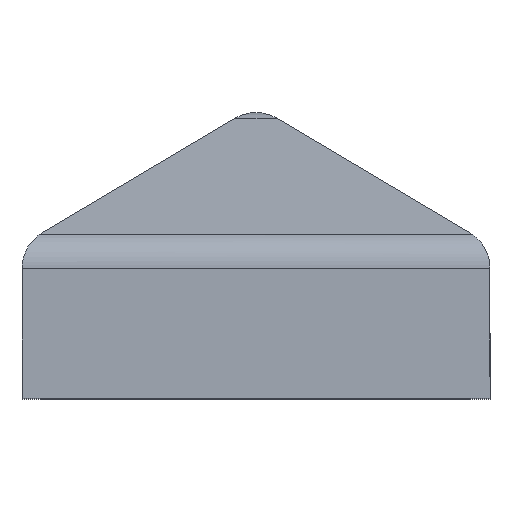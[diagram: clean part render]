
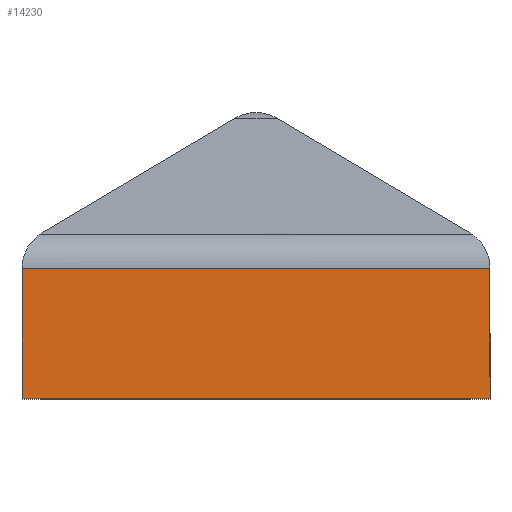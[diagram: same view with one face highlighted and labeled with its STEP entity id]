
A CAD part, top view. The second image highlights one B-rep face of the part: STEP entity #14230.
In plain terms, the highlighted planar face has unit normal (0, 0, 1).
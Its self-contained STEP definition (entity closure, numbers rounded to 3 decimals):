
#442 = CARTESIAN_POINT ( 'NONE',  ( 16.75, 0., 21.75 ) ) ;
#1154 = DIRECTION ( 'NONE',  ( 0., 0., 1. ) ) ;
#1392 = CARTESIAN_POINT ( 'NONE',  ( -13.75, 9.296, 21.75 ) ) ;
#3550 = ORIENTED_EDGE ( 'NONE', *, *, #11178, .T. ) ;
#3679 = CARTESIAN_POINT ( 'NONE',  ( 16.75, 9.296, 21.75 ) ) ;
#3874 = DIRECTION ( 'NONE',  ( 0., -1., 0. ) ) ;
#4200 = VERTEX_POINT ( 'NONE', #4577 ) ;
#4577 = CARTESIAN_POINT ( 'NONE',  ( 16.75, 9.296, 21.75 ) ) ;
#5139 = CARTESIAN_POINT ( 'NONE',  ( -26.75, 9.296, 21.75 ) ) ;
#5387 = PLANE ( 'NONE',  #8734 ) ;
#6512 = ORIENTED_EDGE ( 'NONE', *, *, #15910, .F. ) ;
#6609 = LINE ( 'NONE', #7573, #13791 ) ;
#6768 = VERTEX_POINT ( 'NONE', #442 ) ;
#7195 = ORIENTED_EDGE ( 'NONE', *, *, #16506, .T. ) ;
#7573 = CARTESIAN_POINT ( 'NONE',  ( -16.75, 0., 21.75 ) ) ;
#8101 = DIRECTION ( 'NONE',  ( 0., 1., 0. ) ) ;
#8144 = LINE ( 'NONE', #10973, #11741 ) ;
#8310 = DIRECTION ( 'NONE',  ( 1., 0., 0. ) ) ;
#8510 = VECTOR ( 'NONE', #13060, 1000. ) ;
#8734 = AXIS2_PLACEMENT_3D ( 'NONE', #1392, #1154, #12075 ) ;
#10230 = LINE ( 'NONE', #3679, #16609 ) ;
#10973 = CARTESIAN_POINT ( 'NONE',  ( -16.75, 0., 21.75 ) ) ;
#11178 = EDGE_CURVE ( 'NONE', #6768, #4200, #10230, .T. ) ;
#11725 = FACE_OUTER_BOUND ( 'NONE', #13288, .T. ) ;
#11741 = VECTOR ( 'NONE', #8310, 1000. ) ;
#12075 = DIRECTION ( 'NONE',  ( 1., 0., 0. ) ) ;
#12309 = VERTEX_POINT ( 'NONE', #16586 ) ;
#13060 = DIRECTION ( 'NONE',  ( 1., 0., 0. ) ) ;
#13191 = EDGE_CURVE ( 'NONE', #14191, #6768, #8144, .T. ) ;
#13288 = EDGE_LOOP ( 'NONE', ( #6512, #7195, #15402, #3550 ) ) ;
#13791 = VECTOR ( 'NONE', #3874, 1000. ) ;
#14191 = VERTEX_POINT ( 'NONE', #15920 ) ;
#14230 = ADVANCED_FACE ( 'NONE', ( #11725 ), #5387, .T. ) ;
#15402 = ORIENTED_EDGE ( 'NONE', *, *, #13191, .T. ) ;
#15910 = EDGE_CURVE ( 'NONE', #12309, #4200, #16574, .T. ) ;
#15920 = CARTESIAN_POINT ( 'NONE',  ( -16.75, 0., 21.75 ) ) ;
#16506 = EDGE_CURVE ( 'NONE', #12309, #14191, #6609, .T. ) ;
#16574 = LINE ( 'NONE', #5139, #8510 ) ;
#16586 = CARTESIAN_POINT ( 'NONE',  ( -16.75, 9.296, 21.75 ) ) ;
#16609 = VECTOR ( 'NONE', #8101, 1000. ) ;
